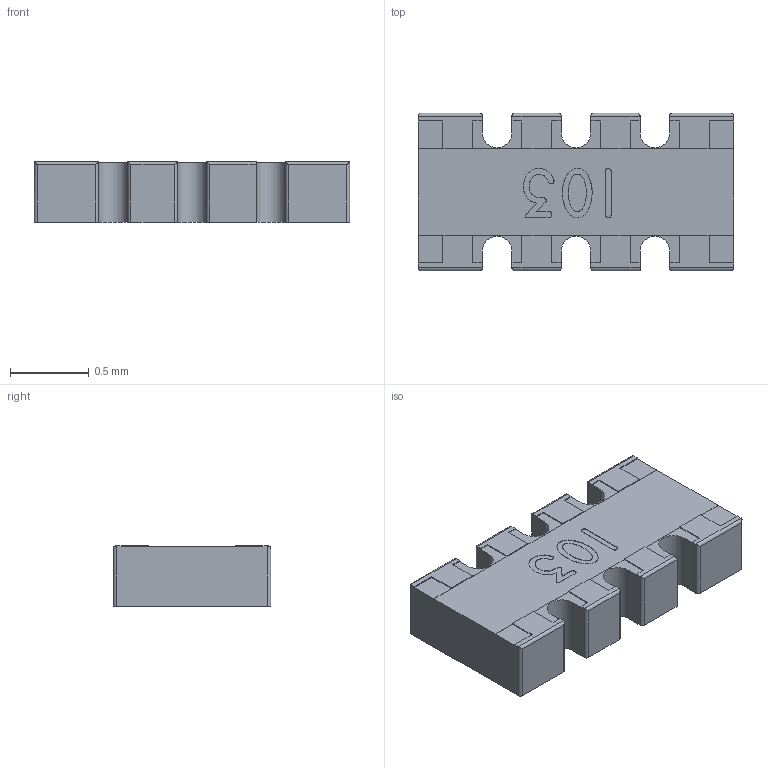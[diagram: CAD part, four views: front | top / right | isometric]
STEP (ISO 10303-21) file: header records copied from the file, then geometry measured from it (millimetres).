
FILE_DESCRIPTION(/* description */ (''),/* implementation_level */ '2;1');
FILE_NAME(/* name */ '0402 resistor array.step',/* time_stamp */ '2020-07-19T13:49:23+03:00',/* author */ (''),/* organization */ (''),/* preprocessor_version */ 'ST-DEVELOPER v18.1',/* originating_system */ 'Autodesk Translation Framework v9.3.0.1241',/* authorisation */ '');
FILE_SCHEMA (('AUTOMOTIVE_DESIGN { 1 0 10303 214 3 1 1 }'));
Length unit declared in the file: millimetre
Products named in the file (1): 0402 resistor array
Bounding box: 2 x 1 x 0.38 mm (x, y, z)
Volume: 0.7 mm3; surface area: 6.6 mm2
Topology: 1 solids, 1 shells, 172 faces, 467 edges, 301 vertices
Faces by surface type: plane 102, bspline 41, cylinder 29
Entity records: 5598 total; most frequent: CARTESIAN_POINT 1318, ORIENTED_EDGE 934, DIRECTION 692, EDGE_CURVE 467, LINE 342, VECTOR 342, VERTEX_POINT 301, EDGE_LOOP 176
